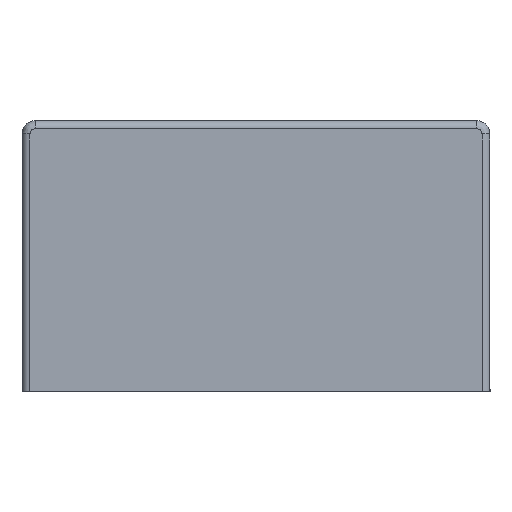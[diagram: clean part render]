
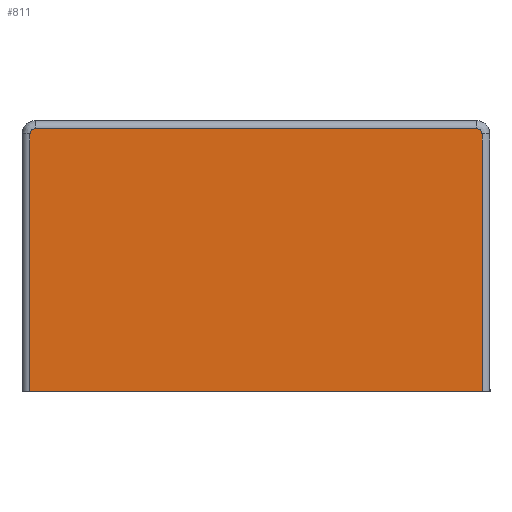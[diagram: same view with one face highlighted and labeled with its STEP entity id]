
A CAD part, left-side view. The second image highlights one B-rep face of the part: STEP entity #811.
In plain terms, the highlighted face is planar.
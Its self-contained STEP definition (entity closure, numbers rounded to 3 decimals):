
#64=PLANE('',#907);
#114=FACE_OUTER_BOUND('',#173,.T.);
#173=EDGE_LOOP('',(#723,#724,#725,#726,#727,#728));
#221=LINE('',#1293,#296);
#224=LINE('',#1316,#299);
#226=LINE('',#1336,#301);
#242=LINE('',#1376,#317);
#296=VECTOR('',#1055,10.);
#299=VECTOR('',#1070,10.);
#301=VECTOR('',#1082,10.);
#317=VECTOR('',#1128,10.);
#352=CIRCLE('',#884,1.);
#356=CIRCLE('',#889,1.);
#404=VERTEX_POINT('',#1290);
#405=VERTEX_POINT('',#1292);
#407=VERTEX_POINT('',#1306);
#409=VERTEX_POINT('',#1312);
#411=VERTEX_POINT('',#1326);
#413=VERTEX_POINT('',#1332);
#492=EDGE_CURVE('',#404,#405,#221,.T.);
#497=EDGE_CURVE('',#405,#407,#352,.T.);
#500=EDGE_CURVE('',#407,#409,#224,.T.);
#503=EDGE_CURVE('',#409,#411,#356,.T.);
#506=EDGE_CURVE('',#411,#413,#226,.T.);
#526=EDGE_CURVE('',#413,#404,#242,.T.);
#723=ORIENTED_EDGE('',*,*,#492,.F.);
#724=ORIENTED_EDGE('',*,*,#526,.F.);
#725=ORIENTED_EDGE('',*,*,#506,.F.);
#726=ORIENTED_EDGE('',*,*,#503,.F.);
#727=ORIENTED_EDGE('',*,*,#500,.F.);
#728=ORIENTED_EDGE('',*,*,#497,.F.);
#811=ADVANCED_FACE('',(#114),#64,.F.);
#884=AXIS2_PLACEMENT_3D('',#1310,#1063,#1064);
#889=AXIS2_PLACEMENT_3D('',#1330,#1075,#1076);
#907=AXIS2_PLACEMENT_3D('',#1377,#1129,#1130);
#1055=DIRECTION('',(0.,1.,0.));
#1063=DIRECTION('center_axis',(0.,0.,1.));
#1064=DIRECTION('ref_axis',(0.707,0.707,0.));
#1070=DIRECTION('',(-1.,0.,0.));
#1075=DIRECTION('center_axis',(0.,0.,1.));
#1076=DIRECTION('ref_axis',(-0.707,0.707,0.));
#1082=DIRECTION('',(0.,-1.,0.));
#1128=DIRECTION('',(1.,0.,0.));
#1129=DIRECTION('center_axis',(0.,0.,1.));
#1130=DIRECTION('ref_axis',(1.,0.,0.));
#1290=CARTESIAN_POINT('',(87.,0.,0.));
#1292=CARTESIAN_POINT('',(87.,48.643,0.));
#1293=CARTESIAN_POINT('',(87.,12.786,0.));
#1306=CARTESIAN_POINT('',(86.,49.643,0.));
#1310=CARTESIAN_POINT('Origin',(86.,48.643,0.));
#1312=CARTESIAN_POINT('',(2.5,49.643,0.));
#1316=CARTESIAN_POINT('',(65.125,49.643,0.));
#1326=CARTESIAN_POINT('',(1.5,48.643,0.));
#1330=CARTESIAN_POINT('Origin',(2.5,48.643,0.));
#1332=CARTESIAN_POINT('',(1.5,0.,0.));
#1336=CARTESIAN_POINT('',(1.5,37.107,0.));
#1376=CARTESIAN_POINT('',(0.,0.,0.));
#1377=CARTESIAN_POINT('Origin',(44.25,25.572,0.));
